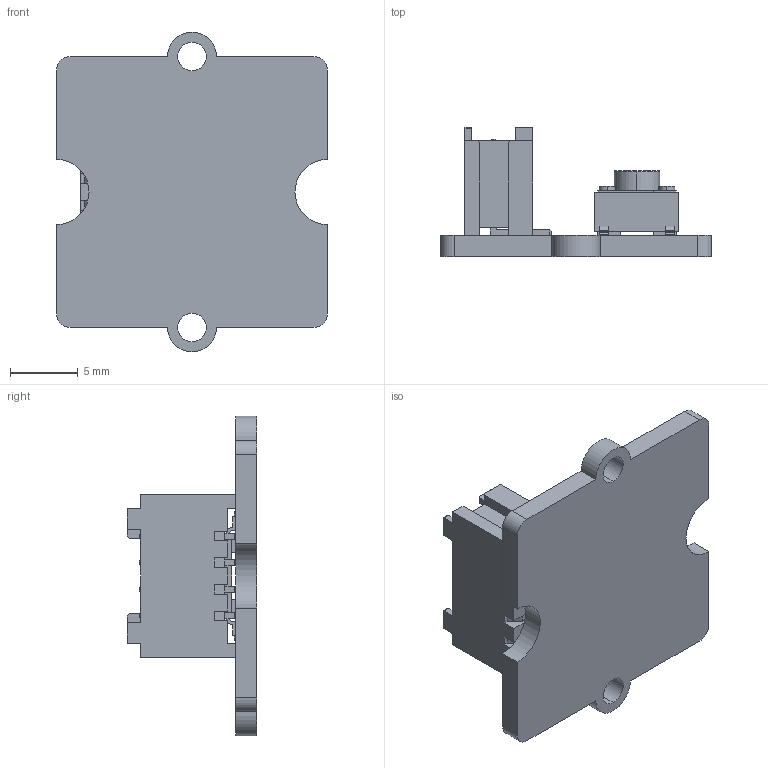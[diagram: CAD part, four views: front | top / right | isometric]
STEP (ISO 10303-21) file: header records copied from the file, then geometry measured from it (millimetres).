
FILE_DESCRIPTION (( 'STEP AP214' ), '1' );
FILE_NAME ('Grove Button.STEP', '2017-03-27T18:10:46', ( '' ), ( '' ), 'SwSTEP 2.0', 'SolidWorks 2013', '' );
FILE_SCHEMA (( 'AUTOMOTIVE_DESIGN' ));
Length unit declared in the file: millimetre
Products named in the file (6): bouton; bouton (installé); PCB (small); Grove Button; Connecteur Grove (sit); foot (buton)
Assembly tree (8 placements, depth 3):
  Grove Button
    PCB (small)
    Connecteur Grove (sit)
    bouton (installé)
      bouton
      foot (buton)  x4
Bounding box: 20 x 9.55 x 23.6 mm (x, y, z)
Volume: 921.6 mm3; surface area: 1724 mm2
Topology: 7 solids, 7 shells, 369 faces, 959 edges, 622 vertices
Faces by surface type: plane 294, cylinder 73, torus 2
Entity records: 11678 total; most frequent: CARTESIAN_POINT 1722, ORIENTED_EDGE 1684, DIRECTION 1634, EDGE_CURVE 842, VECTOR 722, LINE 722, VERTEX_POINT 544, AXIS2_PLACEMENT_3D 456
